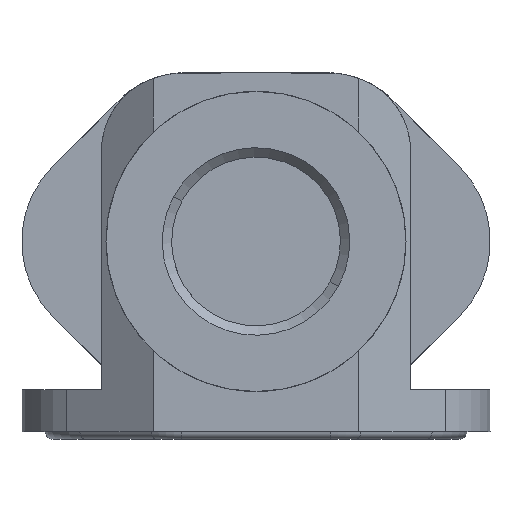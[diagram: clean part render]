
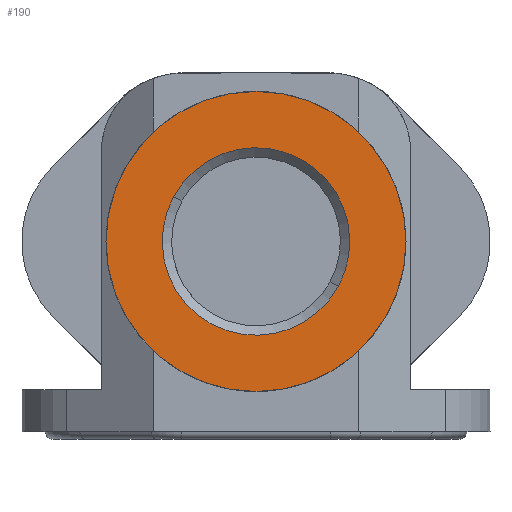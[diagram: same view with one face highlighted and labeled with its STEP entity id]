
A CAD part, left-side view. The second image highlights one B-rep face of the part: STEP entity #190.
In plain terms, the highlighted planar face has unit normal (-1, 0, 0).
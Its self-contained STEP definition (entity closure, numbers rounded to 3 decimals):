
#122=AXIS2_PLACEMENT_3D('Circle Axis2P3D',#120,#121,$) ;
#153=AXIS2_PLACEMENT_3D('Circle Axis2P3D',#151,#152,$) ;
#166=AXIS2_PLACEMENT_3D('Plane Axis2P3D',#163,#164,#165) ;
#170=AXIS2_PLACEMENT_3D('Circle Axis2P3D',#168,#169,$) ;
#179=AXIS2_PLACEMENT_3D('Circle Axis2P3D',#177,#178,$) ;
#120=CARTESIAN_POINT('Axis2P3D Location',(0.,25.,21.1)) ;
#124=CARTESIAN_POINT('Vertex',(0.,16.224,16.306)) ;
#126=CARTESIAN_POINT('Vertex',(0.,33.776,25.894)) ;
#151=CARTESIAN_POINT('Axis2P3D Location',(0.,25.,21.1)) ;
#163=CARTESIAN_POINT('Axis2P3D Location',(0.,25.,21.1)) ;
#168=CARTESIAN_POINT('Axis2P3D Location',(0.,25.,21.1)) ;
#172=CARTESIAN_POINT('Vertex',(0.,9.,21.1)) ;
#174=CARTESIAN_POINT('Vertex',(0.,41.,21.1)) ;
#177=CARTESIAN_POINT('Axis2P3D Location',(0.,25.,21.1)) ;
#121=DIRECTION('Axis2P3D Direction',(-1.,0.,0.)) ;
#152=DIRECTION('Axis2P3D Direction',(-1.,0.,0.)) ;
#164=DIRECTION('Axis2P3D Direction',(-1.,0.,0.)) ;
#165=DIRECTION('Axis2P3D XDirection',(0.,-1.,0.)) ;
#169=DIRECTION('Axis2P3D Direction',(-1.,0.,0.)) ;
#178=DIRECTION('Axis2P3D Direction',(-1.,0.,0.)) ;
#183=ORIENTED_EDGE('',*,*,#176,.T.) ;
#184=ORIENTED_EDGE('',*,*,#181,.T.) ;
#187=ORIENTED_EDGE('',*,*,#128,.F.) ;
#188=ORIENTED_EDGE('',*,*,#155,.F.) ;
#189=FACE_BOUND('',#186,.T.) ;
#190=ADVANCED_FACE('Hauptk\X2\00F6\X0\rper.1',(#185,#189),#167,.T.) ;
#123=CIRCLE('generated circle',#122,10.) ;
#154=CIRCLE('generated circle',#153,10.) ;
#171=CIRCLE('generated circle',#170,16.) ;
#180=CIRCLE('generated circle',#179,16.) ;
#128=EDGE_CURVE('',#125,#127,#123,.T.) ;
#155=EDGE_CURVE('',#127,#125,#154,.T.) ;
#176=EDGE_CURVE('',#173,#175,#171,.T.) ;
#181=EDGE_CURVE('',#175,#173,#180,.T.) ;
#182=EDGE_LOOP('',(#183,#184)) ;
#186=EDGE_LOOP('',(#187,#188)) ;
#185=FACE_OUTER_BOUND('',#182,.T.) ;
#167=PLANE('',#166) ;
#125=VERTEX_POINT('',#124) ;
#127=VERTEX_POINT('',#126) ;
#173=VERTEX_POINT('',#172) ;
#175=VERTEX_POINT('',#174) ;
